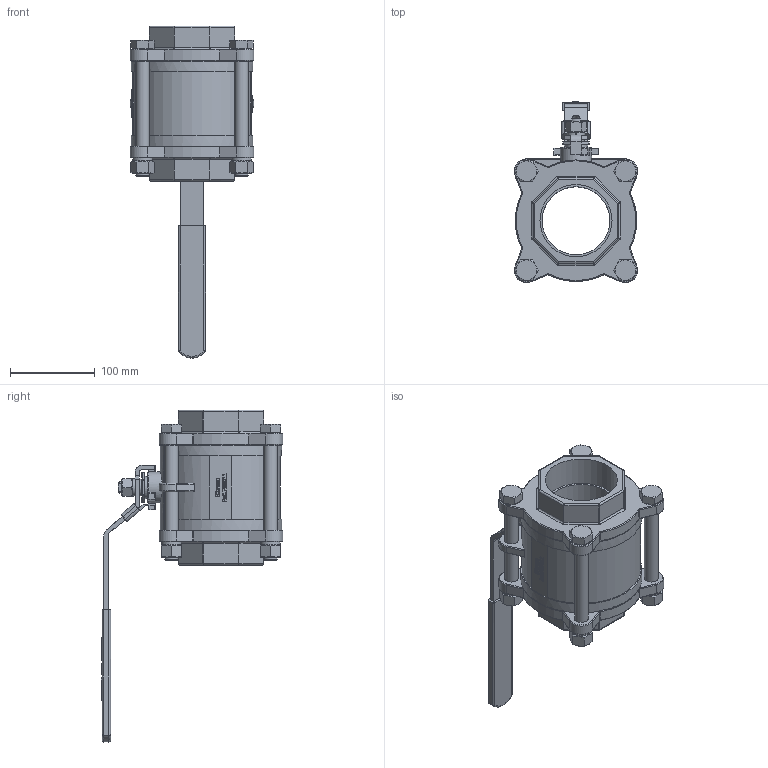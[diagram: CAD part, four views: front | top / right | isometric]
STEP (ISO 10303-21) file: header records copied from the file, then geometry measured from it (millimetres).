
FILE_DESCRIPTION(/* description */ ('790011'),/* implementation_level */ '2;1');
FILE_NAME(/* name */ '790011.stp',/* time_stamp */ '2015-10-06T09:59:25+02:00',/* author */ ('jmorand'),/* organization */ ('Sferaco'),/* preprocessor_version */ 'ST-DEVELOPER v16.1',/* originating_system */ 'Autodesk Inventor 2016',/* authorisation */ '');
FILE_SCHEMA (('AUTOMOTIVE_DESIGN { 1 0 10303 214 3 1 1 }'));
Length unit declared in the file: millimetre
Products named in the file (1): 790011_bd
Bounding box: 145.67 x 213.83 x 391.28 mm (x, y, z)
Volume: 1864178.4 mm3; surface area: 243988.6 mm2
Topology: 1 solids, 2 shells, 1498 faces, 3841 edges, 2420 vertices
Faces by surface type: plane 652, bspline 429, cylinder 262, torus 97, cone 42, sphere 16
Full cylindrical faces by diameter (mm): 7.6 x1, 16 x8, 17 x10, 20 x1, 24 x4, 26 x1, 37 x1, 80 x1, 84.926 x2, 143 x2
Entity records: 50175 total; most frequent: CARTESIAN_POINT 15462, ORIENTED_EDGE 7498, DIRECTION 5703, EDGE_CURVE 3749, VERTEX_POINT 2392, LINE 2011, VECTOR 2011, AXIS2_PLACEMENT_3D 1846
